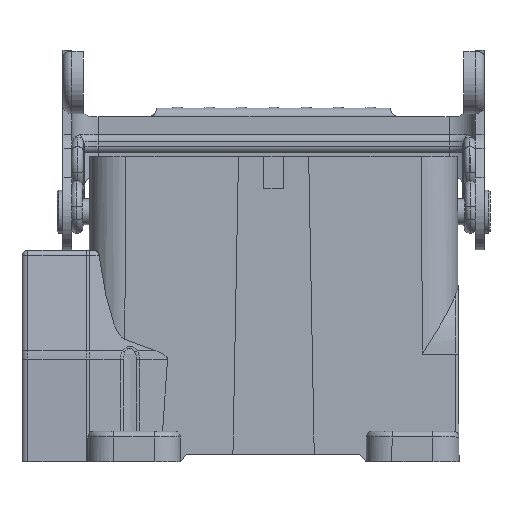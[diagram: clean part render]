
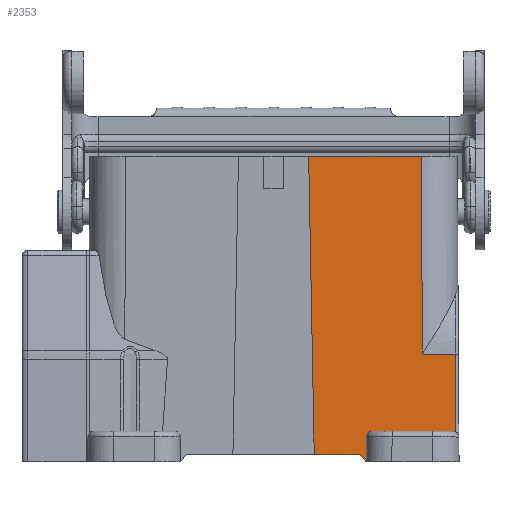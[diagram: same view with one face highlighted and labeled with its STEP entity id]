
A CAD part, left-side view. The second image highlights one B-rep face of the part: STEP entity #2353.
In plain terms, the highlighted planar face has unit normal (-1, 0, 0.01).
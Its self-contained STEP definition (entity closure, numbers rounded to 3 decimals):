
#1050=ELLIPSE('',#15806,1.,1.);
#1051=ELLIPSE('',#15807,1.,1.);
#2353=ADVANCED_FACE('',(#3453),#2719,.F.);
#2719=PLANE('',#15808);
#3453=FACE_OUTER_BOUND('',#4440,.T.);
#4440=EDGE_LOOP('',(#8776,#8777,#8778,#8779,#8780,#8781,#8782,#8783,#8784,
#8785,#8786));
#8776=ORIENTED_EDGE('',*,*,#12343,.T.);
#8777=ORIENTED_EDGE('',*,*,#12342,.T.);
#8778=ORIENTED_EDGE('',*,*,#12224,.T.);
#8779=ORIENTED_EDGE('',*,*,#12269,.T.);
#8780=ORIENTED_EDGE('',*,*,#12344,.F.);
#8781=ORIENTED_EDGE('',*,*,#12345,.T.);
#8782=ORIENTED_EDGE('',*,*,#12346,.F.);
#8783=ORIENTED_EDGE('',*,*,#12330,.T.);
#8784=ORIENTED_EDGE('',*,*,#12347,.F.);
#8785=ORIENTED_EDGE('',*,*,#12348,.T.);
#8786=ORIENTED_EDGE('',*,*,#12349,.T.);
#10254=VERTEX_POINT('',#30361);
#10255=VERTEX_POINT('',#30362);
#10281=VERTEX_POINT('',#30507);
#10316=VERTEX_POINT('',#30805);
#10317=VERTEX_POINT('',#30807);
#10324=VERTEX_POINT('',#30844);
#10325=VERTEX_POINT('',#30849);
#10326=VERTEX_POINT('',#30851);
#10327=VERTEX_POINT('',#30853);
#10328=VERTEX_POINT('',#30856);
#10329=VERTEX_POINT('',#30858);
#12224=EDGE_CURVE('',#10254,#10255,#13319,.T.);
#12269=EDGE_CURVE('',#10255,#10281,#13347,.T.);
#12330=EDGE_CURVE('',#10317,#10316,#13384,.T.);
#12342=EDGE_CURVE('',#10324,#10254,#13392,.T.);
#12343=EDGE_CURVE('',#10325,#10324,#1050,.T.);
#12344=EDGE_CURVE('',#10326,#10281,#13393,.T.);
#12345=EDGE_CURVE('',#10326,#10327,#13394,.T.);
#12346=EDGE_CURVE('',#10317,#10327,#13395,.T.);
#12347=EDGE_CURVE('',#10328,#10316,#13396,.T.);
#12348=EDGE_CURVE('',#10328,#10329,#1051,.T.);
#12349=EDGE_CURVE('',#10329,#10325,#13397,.T.);
#13319=LINE('',#30360,#14351);
#13347=LINE('',#30508,#14379);
#13384=LINE('',#30806,#14416);
#13392=LINE('',#30846,#14424);
#13393=LINE('',#30850,#14425);
#13394=LINE('',#30852,#14426);
#13395=LINE('',#30854,#14427);
#13396=LINE('',#30855,#14428);
#13397=LINE('',#30859,#14429);
#14351=VECTOR('',#19272,1.);
#14379=VECTOR('',#19358,1.);
#14416=VECTOR('',#19473,1.);
#14424=VECTOR('',#19497,1.);
#14425=VECTOR('',#19502,1.);
#14426=VECTOR('',#19503,1.);
#14427=VECTOR('',#19504,1.);
#14428=VECTOR('',#19505,1.);
#14429=VECTOR('',#19508,1.);
#15806=AXIS2_PLACEMENT_3D('',#30848,#19500,#19501);
#15807=AXIS2_PLACEMENT_3D('',#30857,#19506,#19507);
#15808=AXIS2_PLACEMENT_3D('',#30860,#19509,#19510);
#19272=DIRECTION('',(0.,1.,0.));
#19358=DIRECTION('',(0.01,0.006,1.));
#19473=DIRECTION('',(-0.008,-0.632,-0.775));
#19497=DIRECTION('',(0.01,0.006,1.));
#19500=DIRECTION('',(1.,0.,-0.01));
#19501=DIRECTION('',(-0.01,0.,-1.));
#19502=DIRECTION('',(0.,-1.,0.));
#19503=DIRECTION('',(-0.01,-0.019,-1.));
#19504=DIRECTION('',(0.,1.,0.));
#19505=DIRECTION('',(-0.01,0.017,-1.));
#19506=DIRECTION('',(1.,0.,-0.01));
#19507=DIRECTION('',(0.01,0.,1.));
#19508=DIRECTION('',(0.,-1.,0.));
#19509=DIRECTION('',(1.,0.,-0.01));
#19510=DIRECTION('',(-0.01,0.,-1.));
#30360=CARTESIAN_POINT('',(-15.281,-20.4,-8.95));
#30361=CARTESIAN_POINT('',(-15.281,-31.099,-8.95));
#30362=CARTESIAN_POINT('',(-15.281,-25.449,-8.95));
#30507=CARTESIAN_POINT('',(-14.95,-25.25,24.85));
#30508=CARTESIAN_POINT('',(-15.449,-25.55,-26.035));
#30805=CARTESIAN_POINT('',(-15.461,-15.801,-27.315));
#30806=CARTESIAN_POINT('',(-15.449,-14.802,-26.091));
#30807=CARTESIAN_POINT('',(-15.449,-14.768,-26.05));
#30844=CARTESIAN_POINT('',(-15.412,-31.177,-22.281));
#30846=CARTESIAN_POINT('',(-15.199,-31.05,-0.588));
#30848=CARTESIAN_POINT('',(-15.421,-30.682,-23.15));
#30849=CARTESIAN_POINT('',(-15.411,-30.682,-22.15));
#30850=CARTESIAN_POINT('',(-14.95,-20.4,24.85));
#30851=CARTESIAN_POINT('',(-14.95,-6.004,24.85));
#30852=CARTESIAN_POINT('',(-15.2,-6.479,-0.653));
#30853=CARTESIAN_POINT('',(-15.449,-6.952,-26.05));
#30854=CARTESIAN_POINT('',(-15.449,42.7,-26.05));
#30855=CARTESIAN_POINT('',(-15.199,-16.267,-0.579));
#30856=CARTESIAN_POINT('',(-15.42,-15.874,-23.133));
#30857=CARTESIAN_POINT('',(-15.421,-16.874,-23.15));
#30858=CARTESIAN_POINT('',(-15.411,-16.874,-22.15));
#30859=CARTESIAN_POINT('',(-15.411,-20.4,-22.15));
#30860=CARTESIAN_POINT('',(-15.2,-20.4,-0.651));
